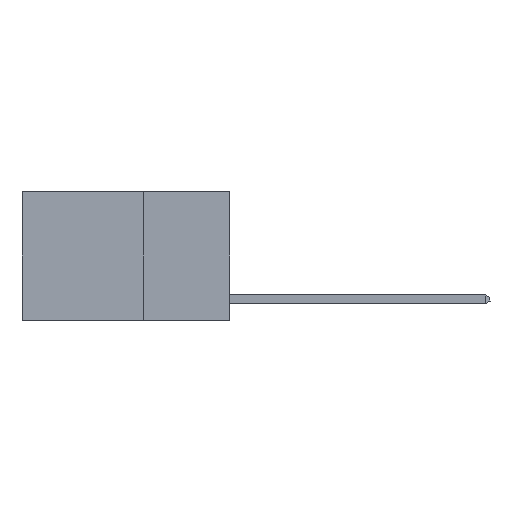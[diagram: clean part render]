
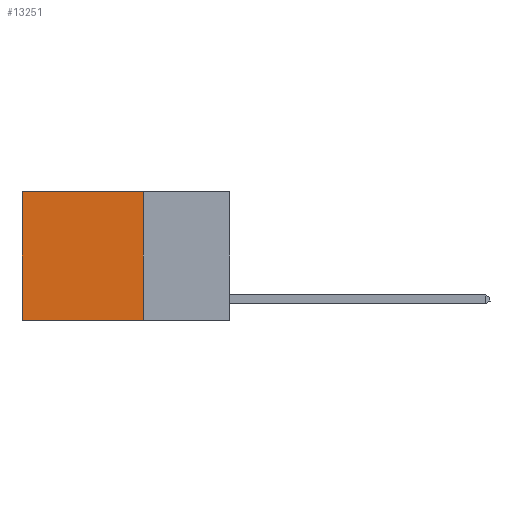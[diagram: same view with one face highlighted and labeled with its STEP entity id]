
A CAD part, left-side view. The second image highlights one B-rep face of the part: STEP entity #13251.
In plain terms, the highlighted planar face has unit normal (-1, 0, 0).
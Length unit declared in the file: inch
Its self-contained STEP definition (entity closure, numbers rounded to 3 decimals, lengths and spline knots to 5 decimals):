
#614 = CARTESIAN_POINT ( 'NONE',  ( 0.2625, 0.6, 0. ) ) ;
#1769 = VECTOR ( 'NONE', #7938, 39.37008 ) ;
#2162 = LINE ( 'NONE', #6709, #1769 ) ;
#2188 = EDGE_CURVE ( 'NONE', #5987, #4258, #2162, .T. ) ;
#2569 = CARTESIAN_POINT ( 'NONE',  ( 0.2625, 0.25, -0.37 ) ) ;
#2662 = PLANE ( 'NONE',  #7528 ) ;
#4258 = VERTEX_POINT ( 'NONE', #8047 ) ;
#4388 = EDGE_CURVE ( 'NONE', #5987, #10699, #12458, .T. ) ;
#4412 = ORIENTED_EDGE ( 'NONE', *, *, #9746, .T. ) ;
#4609 = ORIENTED_EDGE ( 'NONE', *, *, #4388, .F. ) ;
#4856 = VECTOR ( 'NONE', #11697, 39.37008 ) ;
#5987 = VERTEX_POINT ( 'NONE', #12704 ) ;
#5995 = ORIENTED_EDGE ( 'NONE', *, *, #2188, .T. ) ;
#6383 = DIRECTION ( 'NONE',  ( 1., 0., 0. ) ) ;
#6709 = CARTESIAN_POINT ( 'NONE',  ( 0.2625, 0.25, 0. ) ) ;
#7299 = CARTESIAN_POINT ( 'NONE',  ( 0.2625, 0.25, 0. ) ) ;
#7528 = AXIS2_PLACEMENT_3D ( 'NONE', #13685, #6383, #14892 ) ;
#7554 = VECTOR ( 'NONE', #7588, 39.37008 ) ;
#7588 = DIRECTION ( 'NONE',  ( 0., 1., 0. ) ) ;
#7938 = DIRECTION ( 'NONE',  ( 0., 1., 0. ) ) ;
#8047 = CARTESIAN_POINT ( 'NONE',  ( 0.2625, 0.6, 0. ) ) ;
#8922 = CARTESIAN_POINT ( 'NONE',  ( 0.2625, 0.6, -0.37 ) ) ;
#9657 = LINE ( 'NONE', #14862, #7554 ) ;
#9746 = EDGE_CURVE ( 'NONE', #4258, #12666, #14212, .T. ) ;
#10367 = ORIENTED_EDGE ( 'NONE', *, *, #14367, .F. ) ;
#10699 = VERTEX_POINT ( 'NONE', #2569 ) ;
#11627 = FACE_OUTER_BOUND ( 'NONE', #13046, .T. ) ;
#11697 = DIRECTION ( 'NONE',  ( 0., 0., -1. ) ) ;
#12082 = VECTOR ( 'NONE', #12210, 39.37008 ) ;
#12210 = DIRECTION ( 'NONE',  ( 0., 0., -1. ) ) ;
#12458 = LINE ( 'NONE', #7299, #12082 ) ;
#12666 = VERTEX_POINT ( 'NONE', #8922 ) ;
#12704 = CARTESIAN_POINT ( 'NONE',  ( 0.2625, 0.25, 0. ) ) ;
#13046 = EDGE_LOOP ( 'NONE', ( #4412, #10367, #4609, #5995 ) ) ;
#13251 = ADVANCED_FACE ( 'NONE', ( #11627 ), #2662, .F. ) ;
#13685 = CARTESIAN_POINT ( 'NONE',  ( 0.2625, 0.25, 0. ) ) ;
#14212 = LINE ( 'NONE', #614, #4856 ) ;
#14367 = EDGE_CURVE ( 'NONE', #10699, #12666, #9657, .T. ) ;
#14862 = CARTESIAN_POINT ( 'NONE',  ( 0.2625, 0.25, -0.37 ) ) ;
#14892 = DIRECTION ( 'NONE',  ( 0., 0., -1. ) ) ;
